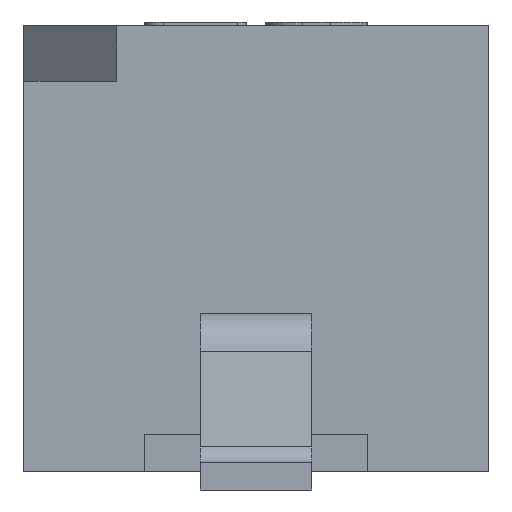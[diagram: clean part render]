
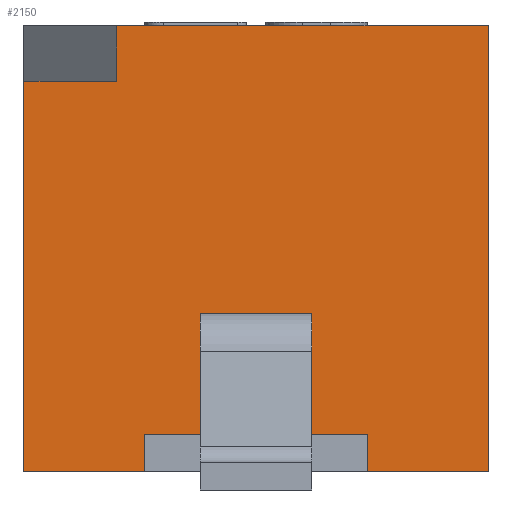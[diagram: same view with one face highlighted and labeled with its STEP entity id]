
A CAD part, front view. The second image highlights one B-rep face of the part: STEP entity #2150.
In plain terms, the highlighted face is planar.
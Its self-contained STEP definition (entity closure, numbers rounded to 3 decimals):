
#74=FACE_BOUND('',#322,.T.);
#208=FACE_OUTER_BOUND('',#321,.T.);
#321=EDGE_LOOP('',(#1761,#1762,#1763,#1764,#1765,#1766,#1767,#1768,#1769,
#1770));
#322=EDGE_LOOP('',(#1771,#1772,#1773,#1774));
#354=LINE('',#2975,#588);
#373=LINE('',#3028,#607);
#381=LINE('',#3043,#615);
#407=LINE('',#3122,#641);
#412=LINE('',#3130,#646);
#414=LINE('',#3134,#648);
#443=LINE('',#3194,#677);
#451=LINE('',#3219,#685);
#459=LINE('',#3242,#693);
#470=LINE('',#3263,#704);
#528=LINE('',#3406,#762);
#530=LINE('',#3410,#764);
#539=LINE('',#3429,#773);
#542=LINE('',#3434,#776);
#588=VECTOR('',#2392,1000.);
#607=VECTOR('',#2429,1000.);
#615=VECTOR('',#2437,1000.);
#641=VECTOR('',#2513,1000.);
#646=VECTOR('',#2520,1000.);
#648=VECTOR('',#2526,1000.);
#677=VECTOR('',#2577,1000.);
#685=VECTOR('',#2595,1000.);
#693=VECTOR('',#2613,1000.);
#704=VECTOR('',#2644,1000.);
#762=VECTOR('',#2796,1000.);
#764=VECTOR('',#2800,1000.);
#773=VECTOR('',#2823,1000.);
#776=VECTOR('',#2830,1000.);
#821=VERTEX_POINT('',#2972);
#822=VERTEX_POINT('',#2974);
#843=VERTEX_POINT('',#3020);
#846=VERTEX_POINT('',#3025);
#847=VERTEX_POINT('',#3027);
#854=VERTEX_POINT('',#3041);
#881=VERTEX_POINT('',#3120);
#882=VERTEX_POINT('',#3121);
#903=VERTEX_POINT('',#3192);
#904=VERTEX_POINT('',#3193);
#915=VERTEX_POINT('',#3217);
#916=VERTEX_POINT('',#3218);
#964=VERTEX_POINT('',#3404);
#965=VERTEX_POINT('',#3408);
#1014=EDGE_CURVE('',#821,#822,#354,.T.);
#1041=EDGE_CURVE('',#847,#846,#373,.T.);
#1049=EDGE_CURVE('',#843,#854,#381,.T.);
#1087=EDGE_CURVE('',#881,#882,#407,.T.);
#1092=EDGE_CURVE('',#881,#846,#412,.T.);
#1094=EDGE_CURVE('',#882,#843,#414,.T.);
#1123=EDGE_CURVE('',#903,#904,#443,.T.);
#1135=EDGE_CURVE('',#915,#916,#451,.T.);
#1147=EDGE_CURVE('',#903,#915,#459,.T.);
#1158=EDGE_CURVE('',#904,#916,#470,.T.);
#1228=EDGE_CURVE('',#964,#821,#528,.T.);
#1230=EDGE_CURVE('',#965,#964,#530,.T.);
#1239=EDGE_CURVE('',#965,#847,#539,.T.);
#1242=EDGE_CURVE('',#822,#854,#542,.T.);
#1761=ORIENTED_EDGE('',*,*,#1094,.T.);
#1762=ORIENTED_EDGE('',*,*,#1049,.T.);
#1763=ORIENTED_EDGE('',*,*,#1242,.F.);
#1764=ORIENTED_EDGE('',*,*,#1014,.F.);
#1765=ORIENTED_EDGE('',*,*,#1228,.F.);
#1766=ORIENTED_EDGE('',*,*,#1230,.F.);
#1767=ORIENTED_EDGE('',*,*,#1239,.T.);
#1768=ORIENTED_EDGE('',*,*,#1041,.T.);
#1769=ORIENTED_EDGE('',*,*,#1092,.F.);
#1770=ORIENTED_EDGE('',*,*,#1087,.T.);
#1771=ORIENTED_EDGE('',*,*,#1158,.F.);
#1772=ORIENTED_EDGE('',*,*,#1123,.F.);
#1773=ORIENTED_EDGE('',*,*,#1147,.T.);
#1774=ORIENTED_EDGE('',*,*,#1135,.T.);
#1940=PLANE('',#2326);
#2150=ADVANCED_FACE('',(#208,#74),#1940,.F.);
#2326=AXIS2_PLACEMENT_3D('',#3435,#2831,#2832);
#2392=DIRECTION('',(-1.,0.,0.));
#2429=DIRECTION('',(-1.,0.,0.));
#2437=DIRECTION('',(-1.,0.,0.));
#2513=DIRECTION('',(-1.,0.,0.));
#2520=DIRECTION('',(0.,-1.,0.));
#2526=DIRECTION('',(0.,-1.,0.));
#2577=DIRECTION('',(0.,-1.,0.));
#2595=DIRECTION('',(0.,-1.,0.));
#2613=DIRECTION('',(-1.,0.,0.));
#2644=DIRECTION('',(-1.,0.,0.));
#2796=DIRECTION('',(0.,1.,0.));
#2800=DIRECTION('',(-1.,0.,0.));
#2823=DIRECTION('',(0.,-1.,0.));
#2830=DIRECTION('',(0.,-1.,0.));
#2831=DIRECTION('center_axis',(0.,0.,1.));
#2832=DIRECTION('ref_axis',(1.,0.,0.));
#2972=CARTESIAN_POINT('',(0.75,2.4,-2.7));
#2974=CARTESIAN_POINT('',(-1.25,2.4,-2.7));
#2975=CARTESIAN_POINT('',(1.25,2.4,-2.7));
#3020=CARTESIAN_POINT('',(-0.6,0.,-2.7));
#3025=CARTESIAN_POINT('',(0.6,0.,-2.7));
#3027=CARTESIAN_POINT('',(1.25,0.,-2.7));
#3028=CARTESIAN_POINT('',(1.25,0.,-2.7));
#3041=CARTESIAN_POINT('',(-1.25,0.,-2.7));
#3043=CARTESIAN_POINT('',(1.25,0.,-2.7));
#3120=CARTESIAN_POINT('',(0.6,0.2,-2.7));
#3121=CARTESIAN_POINT('',(-0.6,0.2,-2.7));
#3122=CARTESIAN_POINT('',(0.6,0.2,-2.7));
#3130=CARTESIAN_POINT('',(0.6,0.2,-2.7));
#3134=CARTESIAN_POINT('',(-0.6,0.2,-2.7));
#3192=CARTESIAN_POINT('',(0.3,0.85,-2.7));
#3193=CARTESIAN_POINT('',(0.3,0.7,-2.7));
#3194=CARTESIAN_POINT('',(0.3,0.85,-2.7));
#3217=CARTESIAN_POINT('',(-0.3,0.85,-2.7));
#3218=CARTESIAN_POINT('',(-0.3,0.7,-2.7));
#3219=CARTESIAN_POINT('',(-0.3,0.85,-2.7));
#3242=CARTESIAN_POINT('',(0.3,0.85,-2.7));
#3263=CARTESIAN_POINT('',(0.3,0.7,-2.7));
#3404=CARTESIAN_POINT('',(0.75,2.1,-2.7));
#3406=CARTESIAN_POINT('',(0.75,2.1,-2.7));
#3408=CARTESIAN_POINT('',(1.25,2.1,-2.7));
#3410=CARTESIAN_POINT('',(1.25,2.1,-2.7));
#3429=CARTESIAN_POINT('',(1.25,2.4,-2.7));
#3434=CARTESIAN_POINT('',(-1.25,2.4,-2.7));
#3435=CARTESIAN_POINT('Origin',(1.25,2.4,-2.7));
